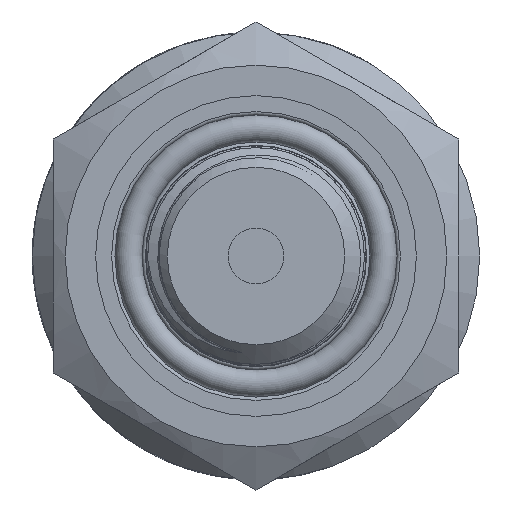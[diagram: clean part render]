
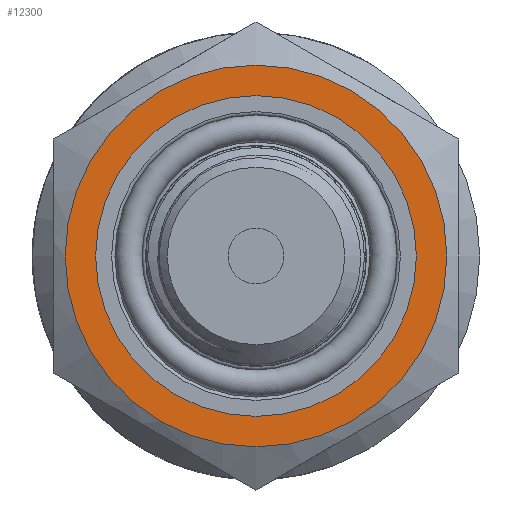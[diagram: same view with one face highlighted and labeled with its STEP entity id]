
A CAD part, left-side view. The second image highlights one B-rep face of the part: STEP entity #12300.
In plain terms, the highlighted planar face has unit normal (-1, 0, 0).
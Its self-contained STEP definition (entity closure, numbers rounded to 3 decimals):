
#1207=FACE_BOUND('',#3918,.T.);
#3194=FACE_OUTER_BOUND('',#3917,.T.);
#3917=EDGE_LOOP('',(#8291));
#3918=EDGE_LOOP('',(#8292));
#4687=CIRCLE('',#13099,11.3);
#4688=CIRCLE('',#13100,9.5);
#4992=VERTEX_POINT('',#17312);
#4993=VERTEX_POINT('',#17314);
#6306=EDGE_CURVE('',#4992,#4992,#4687,.T.);
#6307=EDGE_CURVE('',#4993,#4993,#4688,.T.);
#8291=ORIENTED_EDGE('',*,*,#6306,.T.);
#8292=ORIENTED_EDGE('',*,*,#6307,.T.);
#12033=PLANE('',#13098);
#12300=ADVANCED_FACE('',(#3194,#1207),#12033,.T.);
#13098=AXIS2_PLACEMENT_3D('',#17311,#13839,#13840);
#13099=AXIS2_PLACEMENT_3D('',#17313,#13841,#13842);
#13100=AXIS2_PLACEMENT_3D('',#17315,#13843,#13844);
#13839=DIRECTION('center_axis',(-1.,0.,0.));
#13840=DIRECTION('ref_axis',(0.,0.,1.));
#13841=DIRECTION('center_axis',(-1.,0.,0.));
#13842=DIRECTION('ref_axis',(0.,1.,0.));
#13843=DIRECTION('center_axis',(1.,0.,0.));
#13844=DIRECTION('ref_axis',(0.,0.,-1.));
#17311=CARTESIAN_POINT('Origin',(14.,12.,0.));
#17312=CARTESIAN_POINT('',(14.,-11.3,0.));
#17313=CARTESIAN_POINT('Origin',(14.,0.,0.));
#17314=CARTESIAN_POINT('',(14.,-9.5,0.));
#17315=CARTESIAN_POINT('Origin',(14.,0.,0.));
